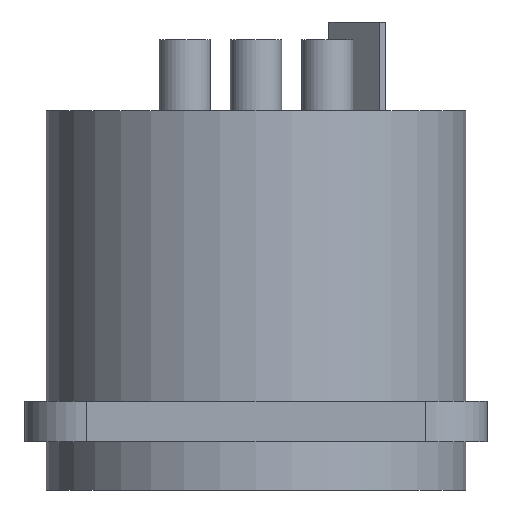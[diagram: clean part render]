
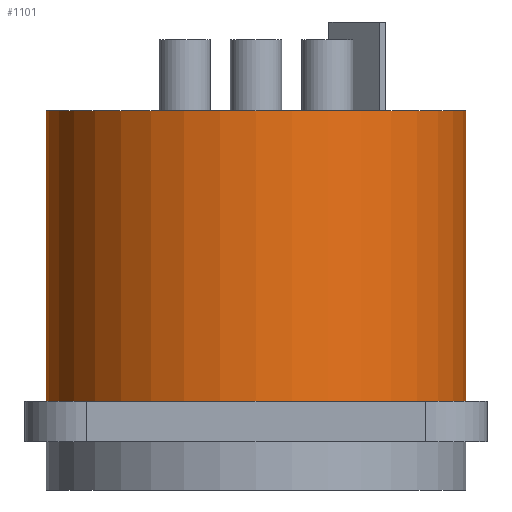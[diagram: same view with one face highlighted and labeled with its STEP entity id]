
A CAD part, front view. The second image highlights one B-rep face of the part: STEP entity #1101.
In plain terms, the highlighted cylindrical face has radius 11.8 mm (diameter 23.6 mm), a partial arc.
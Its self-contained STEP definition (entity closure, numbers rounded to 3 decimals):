
#161=CARTESIAN_POINT('',(0.,0.,2.3));
#162=DIRECTION('',(0.,0.,-1.));
#163=DIRECTION('',(1.,0.,0.));
#164=AXIS2_PLACEMENT_3D('',#161,#162,#163);
#222=DIRECTION('',(0.,0.,-1.));
#223=VECTOR('',#222,16.3);
#224=CARTESIAN_POINT('',(-11.8,0.,18.6));
#225=LINE('',#224,#223);
#230=DIRECTION('',(0.,0.,-1.));
#231=VECTOR('',#230,16.3);
#232=CARTESIAN_POINT('',(11.8,0.,18.6));
#233=LINE('',#232,#231);
#361=CARTESIAN_POINT('',(0.,0.,18.6));
#362=DIRECTION('',(0.,0.,-1.));
#363=DIRECTION('',(1.,0.,0.));
#364=AXIS2_PLACEMENT_3D('',#361,#362,#363);
#618=CARTESIAN_POINT('',(-11.8,0.,18.6));
#619=CARTESIAN_POINT('',(11.8,0.,18.6));
#620=VERTEX_POINT('',#618);
#621=VERTEX_POINT('',#619);
#630=CARTESIAN_POINT('',(-11.8,0.,2.3));
#631=VERTEX_POINT('',#630);
#632=CARTESIAN_POINT('',(11.8,0.,2.3));
#633=VERTEX_POINT('',#632);
#1089=CARTESIAN_POINT('',(0.,0.,18.6));
#1090=DIRECTION('',(0.,0.,-1.));
#1091=DIRECTION('',(-1.,0.,0.));
#1092=AXIS2_PLACEMENT_3D('',#1089,#1090,#1091);
#1093=CYLINDRICAL_SURFACE('',#1092,11.8);
#1094=ORIENTED_EDGE('',*,*,#1066,.F.);
#1096=ORIENTED_EDGE('',*,*,#1095,.F.);
#1097=ORIENTED_EDGE('',*,*,#1069,.T.);
#1098=ORIENTED_EDGE('',*,*,#933,.T.);
#1099=EDGE_LOOP('',(#1094,#1096,#1097,#1098));
#1100=FACE_OUTER_BOUND('',#1099,.F.);
#1101=ADVANCED_FACE('',(#1100),#1093,.T.);
#165=CIRCLE('',#164,11.8);
#365=CIRCLE('',#364,11.8);
#933=EDGE_CURVE('',#633,#631,#165,.T.);
#1066=EDGE_CURVE('',#620,#631,#225,.T.);
#1069=EDGE_CURVE('',#621,#633,#233,.T.);
#1095=EDGE_CURVE('',#621,#620,#365,.T.);
